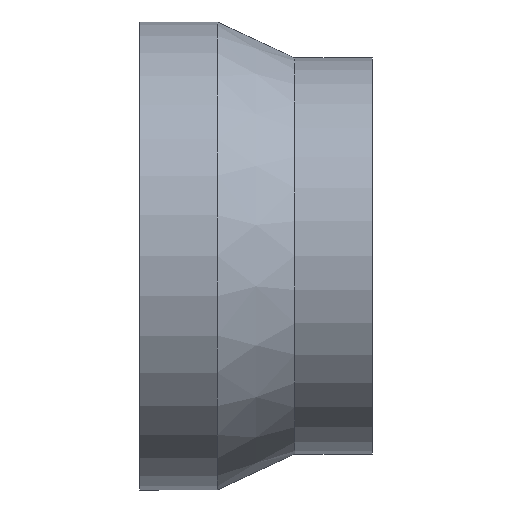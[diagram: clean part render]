
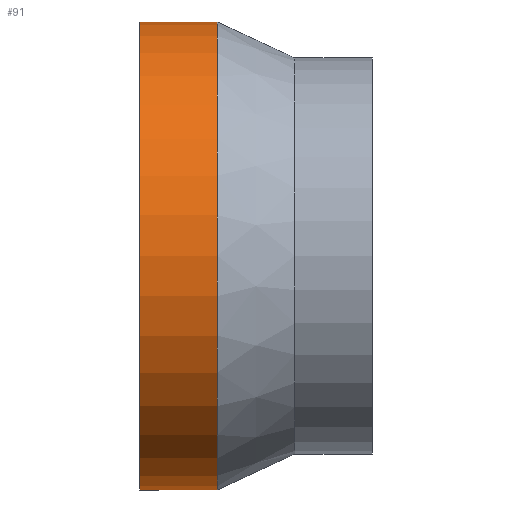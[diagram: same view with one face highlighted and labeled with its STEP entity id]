
A CAD part, top view. The second image highlights one B-rep face of the part: STEP entity #91.
In plain terms, the highlighted cylindrical face has radius 30.165 mm (diameter 60.33 mm), a partial arc.
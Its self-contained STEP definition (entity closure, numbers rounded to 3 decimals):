
#49 = LINE ( 'NONE', #258, #171 ) ;
#57 = VERTEX_POINT ( 'NONE', #234 ) ;
#63 = ORIENTED_EDGE ( 'NONE', *, *, #357, .T. ) ;
#74 = EDGE_LOOP ( 'NONE', ( #63, #392, #330, #134 ) ) ;
#83 = DIRECTION ( 'NONE',  ( 0., 1., 0. ) ) ;
#89 = CIRCLE ( 'NONE', #246, 30.165 ) ;
#91 = ADVANCED_FACE ( 'NONE', ( #331 ), #201, .T. ) ;
#105 = VERTEX_POINT ( 'NONE', #167 ) ;
#116 = EDGE_CURVE ( 'NONE', #169, #105, #49, .T. ) ;
#134 = ORIENTED_EDGE ( 'NONE', *, *, #116, .F. ) ;
#149 = CARTESIAN_POINT ( 'NONE',  ( 0., 30.165, 0. ) ) ;
#155 = AXIS2_PLACEMENT_3D ( 'NONE', #170, #322, #399 ) ;
#167 = CARTESIAN_POINT ( 'NONE',  ( 10., 30.165, 0. ) ) ;
#169 = VERTEX_POINT ( 'NONE', #149 ) ;
#170 = CARTESIAN_POINT ( 'NONE',  ( 241.84, 0., 0. ) ) ;
#171 = VECTOR ( 'NONE', #391, 1000. ) ;
#185 = VERTEX_POINT ( 'NONE', #366 ) ;
#189 = DIRECTION ( 'NONE',  ( 1., 0., 0. ) ) ;
#201 = CYLINDRICAL_SURFACE ( 'NONE', #155, 30.165 ) ;
#223 = CARTESIAN_POINT ( 'NONE',  ( 0., 0., 0. ) ) ;
#234 = CARTESIAN_POINT ( 'NONE',  ( 0., -30.165, 0. ) ) ;
#244 = DIRECTION ( 'NONE',  ( 1., 0., 0. ) ) ;
#246 = AXIS2_PLACEMENT_3D ( 'NONE', #223, #189, #383 ) ;
#250 = CARTESIAN_POINT ( 'NONE',  ( 241.84, -30.165, 0. ) ) ;
#258 = CARTESIAN_POINT ( 'NONE',  ( 241.84, 30.165, 0. ) ) ;
#308 = EDGE_CURVE ( 'NONE', #105, #185, #347, .T. ) ;
#313 = VECTOR ( 'NONE', #386, 1000. ) ;
#322 = DIRECTION ( 'NONE',  ( 1., 0., 0. ) ) ;
#327 = AXIS2_PLACEMENT_3D ( 'NONE', #373, #244, #83 ) ;
#330 = ORIENTED_EDGE ( 'NONE', *, *, #308, .F. ) ;
#331 = FACE_OUTER_BOUND ( 'NONE', #74, .T. ) ;
#347 = CIRCLE ( 'NONE', #327, 30.165 ) ;
#357 = EDGE_CURVE ( 'NONE', #169, #57, #89, .T. ) ;
#366 = CARTESIAN_POINT ( 'NONE',  ( 10., -30.165, 0. ) ) ;
#373 = CARTESIAN_POINT ( 'NONE',  ( 10., 0., 0. ) ) ;
#383 = DIRECTION ( 'NONE',  ( 0., 1., 0. ) ) ;
#386 = DIRECTION ( 'NONE',  ( 1., 0., 0. ) ) ;
#391 = DIRECTION ( 'NONE',  ( 1., 0., 0. ) ) ;
#392 = ORIENTED_EDGE ( 'NONE', *, *, #401, .T. ) ;
#399 = DIRECTION ( 'NONE',  ( 0., 1., 0. ) ) ;
#401 = EDGE_CURVE ( 'NONE', #57, #185, #407, .T. ) ;
#407 = LINE ( 'NONE', #250, #313 ) ;
